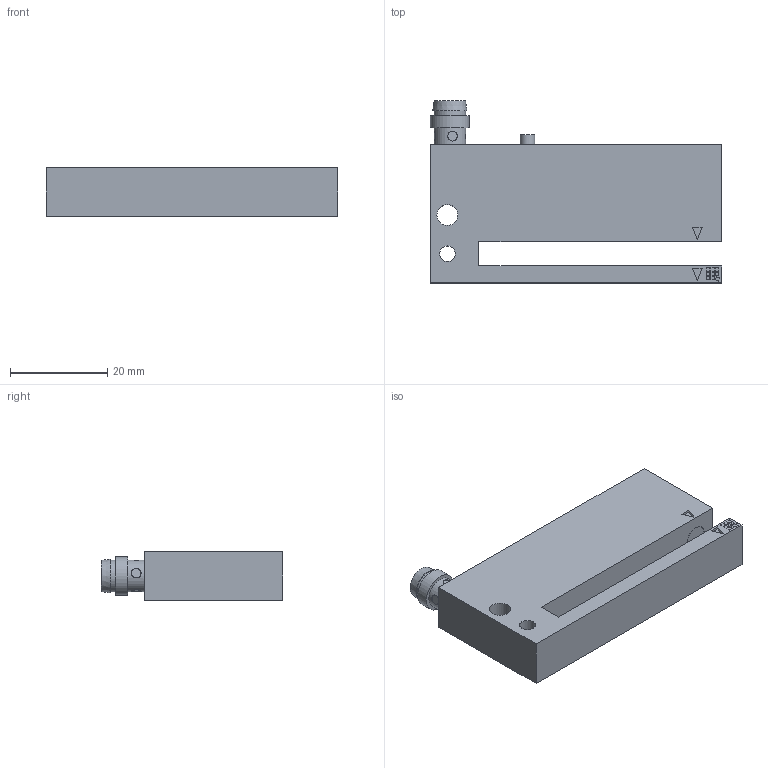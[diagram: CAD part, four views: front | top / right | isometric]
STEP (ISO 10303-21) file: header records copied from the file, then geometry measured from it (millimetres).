
FILE_DESCRIPTION((''),'2;1');
FILE_NAME('OGUTI_005_50.stp','2008-06-18T18:50:52',('User'),(''),'Autodesk Inventor 10','Autodesk Inventor 10','');
FILE_SCHEMA(('AUTOMOTIVE_DESIGN { 1 0 10303 214 1 1 1 1 }'));
Length unit declared in the file: millimetre
Products named in the file (3): OGUTI_005_50; Steckeranschluß M8 mit LED
Assembly tree (2 placements, depth 2):
  OGUTI_005_50
    OGUTI_005_50
    Steckeranschluß M8 mit LED
Bounding box: 60 x 37.5 x 10 mm (x, y, z)
Volume: 14732.2 mm3; surface area: 6226.7 mm2
Topology: 2 solids, 2 shells, 140 faces, 328 edges, 221 vertices
Faces by surface type: plane 120, cylinder 18, bspline 1, cone 1
Full cylindrical faces by diameter (mm): 3 x4, 4.3 x1, 5 x2, 6.5 x2, 8 x1
Entity records: 4119 total; most frequent: CARTESIAN_POINT 864, ORIENTED_EDGE 628, DIRECTION 618, EDGE_CURVE 314, VECTOR 266, LINE 266, VERTEX_POINT 220, EDGE_LOOP 186
